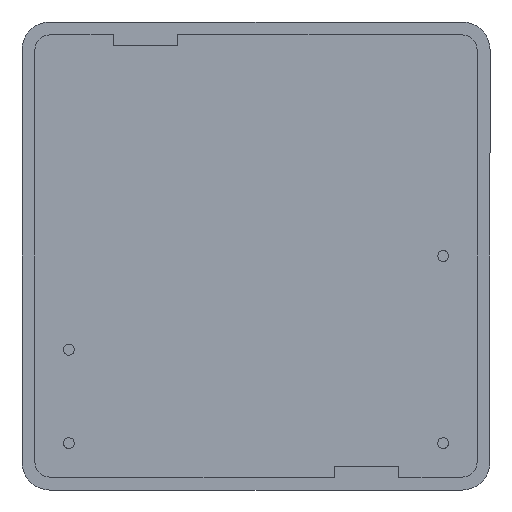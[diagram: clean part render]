
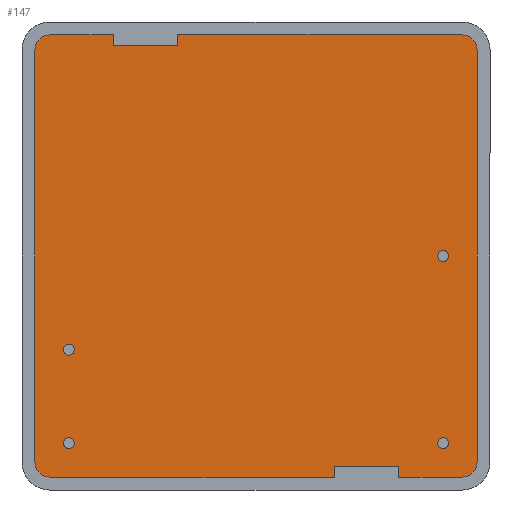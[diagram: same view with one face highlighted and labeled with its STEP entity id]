
A CAD part, front view. The second image highlights one B-rep face of the part: STEP entity #147.
In plain terms, the highlighted planar face has unit normal (0, -1, 0).
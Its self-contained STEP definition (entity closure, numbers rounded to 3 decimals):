
#22 = EDGE_CURVE ( 'NONE', #648, #943, #263, .T. ) ;
#29 = CARTESIAN_POINT ( 'NONE',  ( 11.2, 0.5, -11.2 ) ) ;
#57 = ORIENTED_EDGE ( 'NONE', *, *, #759, .T. ) ;
#95 = VECTOR ( 'NONE', #606, 1000. ) ;
#99 = DIRECTION ( 'NONE',  ( -1., 0., 0. ) ) ;
#102 = DIRECTION ( 'NONE',  ( -1., 0., 0. ) ) ;
#106 = DIRECTION ( 'NONE',  ( 0., -1., 0. ) ) ;
#109 = DIRECTION ( 'NONE',  ( 1., 0., 0. ) ) ;
#118 = AXIS2_PLACEMENT_3D ( 'NONE', #920, #1032, #233 ) ;
#121 = CARTESIAN_POINT ( 'NONE',  ( 7.75, 0.5, -12. ) ) ;
#144 = AXIS2_PLACEMENT_3D ( 'NONE', #863, #637, #501 ) ;
#147 = ADVANCED_FACE ( 'NONE', ( #814 ), #1323, .F. ) ;
#159 = LINE ( 'NONE', #1207, #617 ) ;
#174 = CIRCLE ( 'NONE', #1095, 0.8 ) ;
#191 = EDGE_CURVE ( 'NONE', #1493, #648, #159, .T. ) ;
#195 = CARTESIAN_POINT ( 'NONE',  ( -12., 0.5, -11.2 ) ) ;
#208 = VERTEX_POINT ( 'NONE', #751 ) ;
#225 = VERTEX_POINT ( 'NONE', #416 ) ;
#228 = ORIENTED_EDGE ( 'NONE', *, *, #1068, .T. ) ;
#233 = DIRECTION ( 'NONE',  ( 0., 0., 1. ) ) ;
#245 = AXIS2_PLACEMENT_3D ( 'NONE', #29, #695, #936 ) ;
#249 = EDGE_CURVE ( 'NONE', #943, #430, #688, .T. ) ;
#252 = LINE ( 'NONE', #195, #377 ) ;
#263 = LINE ( 'NONE', #968, #795 ) ;
#272 = EDGE_CURVE ( 'NONE', #208, #225, #934, .T. ) ;
#280 = DIRECTION ( 'NONE',  ( 0., 0., -1. ) ) ;
#299 = ORIENTED_EDGE ( 'NONE', *, *, #1329, .T. ) ;
#340 = VECTOR ( 'NONE', #99, 1000. ) ;
#352 = VERTEX_POINT ( 'NONE', #926 ) ;
#354 = EDGE_CURVE ( 'NONE', #799, #208, #576, .T. ) ;
#377 = VECTOR ( 'NONE', #1002, 1000. ) ;
#385 = CARTESIAN_POINT ( 'NONE',  ( 12., 0.5, 11.2 ) ) ;
#387 = VERTEX_POINT ( 'NONE', #1269 ) ;
#404 = CARTESIAN_POINT ( 'NONE',  ( -4.25, 0.5, 12. ) ) ;
#416 = CARTESIAN_POINT ( 'NONE',  ( 4.25, 0.5, -12. ) ) ;
#419 = CARTESIAN_POINT ( 'NONE',  ( 7.75, 0.5, -11.4 ) ) ;
#421 = CARTESIAN_POINT ( 'NONE',  ( 7.75, 0.5, -12. ) ) ;
#426 = LINE ( 'NONE', #1003, #340 ) ;
#430 = VERTEX_POINT ( 'NONE', #574 ) ;
#437 = DIRECTION ( 'NONE',  ( 1., 0., 0. ) ) ;
#500 = EDGE_CURVE ( 'NONE', #225, #924, #1458, .T. ) ;
#501 = DIRECTION ( 'NONE',  ( 0., 0., 1. ) ) ;
#522 = CARTESIAN_POINT ( 'NONE',  ( -7.75, 0.5, 11.4 ) ) ;
#538 = VERTEX_POINT ( 'NONE', #623 ) ;
#544 = VECTOR ( 'NONE', #1490, 1000. ) ;
#552 = CARTESIAN_POINT ( 'NONE',  ( -4.25, 0.5, 11.4 ) ) ;
#574 = CARTESIAN_POINT ( 'NONE',  ( -7.75, 0.5, 11.4 ) ) ;
#576 = CIRCLE ( 'NONE', #118, 0.8 ) ;
#583 = CARTESIAN_POINT ( 'NONE',  ( -12., 0.5, 11.2 ) ) ;
#600 = DIRECTION ( 'NONE',  ( 0., 0., 1. ) ) ;
#606 = DIRECTION ( 'NONE',  ( 0., 0., 1. ) ) ;
#613 = CARTESIAN_POINT ( 'NONE',  ( 7.75, 0.5, -12. ) ) ;
#617 = VECTOR ( 'NONE', #870, 1000. ) ;
#623 = CARTESIAN_POINT ( 'NONE',  ( 12., 0.5, -11.2 ) ) ;
#635 = EDGE_CURVE ( 'NONE', #430, #387, #821, .T. ) ;
#637 = DIRECTION ( 'NONE',  ( 0., 1., 0. ) ) ;
#648 = VERTEX_POINT ( 'NONE', #404 ) ;
#656 = CARTESIAN_POINT ( 'NONE',  ( -11.2, 0.5, 11.2 ) ) ;
#688 = LINE ( 'NONE', #522, #1240 ) ;
#695 = DIRECTION ( 'NONE',  ( 0., -1., 0. ) ) ;
#698 = VECTOR ( 'NONE', #437, 1000. ) ;
#703 = ORIENTED_EDGE ( 'NONE', *, *, #22, .T. ) ;
#717 = AXIS2_PLACEMENT_3D ( 'NONE', #656, #106, #1004 ) ;
#734 = VERTEX_POINT ( 'NONE', #761 ) ;
#743 = DIRECTION ( 'NONE',  ( 0., 0., 1. ) ) ;
#747 = VECTOR ( 'NONE', #743, 1000. ) ;
#751 = CARTESIAN_POINT ( 'NONE',  ( -11.2, 0.5, -12. ) ) ;
#759 = EDGE_CURVE ( 'NONE', #1074, #1335, #1304, .T. ) ;
#761 = CARTESIAN_POINT ( 'NONE',  ( 7.75, 0.5, -11.4 ) ) ;
#781 = EDGE_CURVE ( 'NONE', #1335, #799, #252, .T. ) ;
#795 = VECTOR ( 'NONE', #280, 1000. ) ;
#799 = VERTEX_POINT ( 'NONE', #1155 ) ;
#814 = FACE_OUTER_BOUND ( 'NONE', #1257, .T. ) ;
#819 = CARTESIAN_POINT ( 'NONE',  ( 12., 0.5, -11.2 ) ) ;
#821 = LINE ( 'NONE', #1094, #747 ) ;
#823 = LINE ( 'NONE', #819, #1140 ) ;
#841 = EDGE_CURVE ( 'NONE', #1466, #352, #904, .T. ) ;
#863 = CARTESIAN_POINT ( 'NONE',  ( 11.2, 0.5, 11.2 ) ) ;
#867 = ORIENTED_EDGE ( 'NONE', *, *, #354, .T. ) ;
#870 = DIRECTION ( 'NONE',  ( -1., 0., 0. ) ) ;
#882 = ORIENTED_EDGE ( 'NONE', *, *, #841, .T. ) ;
#883 = LINE ( 'NONE', #419, #698 ) ;
#904 = LINE ( 'NONE', #121, #1401 ) ;
#905 = DIRECTION ( 'NONE',  ( 1., 0., 0. ) ) ;
#906 = ORIENTED_EDGE ( 'NONE', *, *, #191, .T. ) ;
#920 = CARTESIAN_POINT ( 'NONE',  ( -11.2, 0.5, -11.2 ) ) ;
#924 = VERTEX_POINT ( 'NONE', #1264 ) ;
#926 = CARTESIAN_POINT ( 'NONE',  ( 11.2, 0.5, -12. ) ) ;
#934 = LINE ( 'NONE', #1372, #1349 ) ;
#936 = DIRECTION ( 'NONE',  ( 0., 0., -1. ) ) ;
#943 = VERTEX_POINT ( 'NONE', #552 ) ;
#965 = EDGE_CURVE ( 'NONE', #387, #1074, #426, .T. ) ;
#968 = CARTESIAN_POINT ( 'NONE',  ( -4.25, 0.5, 12. ) ) ;
#1002 = DIRECTION ( 'NONE',  ( 0., 0., -1. ) ) ;
#1003 = CARTESIAN_POINT ( 'NONE',  ( -11.2, 0.5, 12. ) ) ;
#1004 = DIRECTION ( 'NONE',  ( 0., 0., 1. ) ) ;
#1020 = ORIENTED_EDGE ( 'NONE', *, *, #635, .T. ) ;
#1032 = DIRECTION ( 'NONE',  ( 0., -1., 0. ) ) ;
#1033 = ORIENTED_EDGE ( 'NONE', *, *, #500, .T. ) ;
#1068 = EDGE_CURVE ( 'NONE', #734, #1466, #1197, .T. ) ;
#1073 = CARTESIAN_POINT ( 'NONE',  ( 4.25, 0.5, -12. ) ) ;
#1074 = VERTEX_POINT ( 'NONE', #1355 ) ;
#1079 = EDGE_CURVE ( 'NONE', #924, #734, #883, .T. ) ;
#1094 = CARTESIAN_POINT ( 'NONE',  ( -7.75, 0.5, 12. ) ) ;
#1095 = AXIS2_PLACEMENT_3D ( 'NONE', #1413, #1286, #1296 ) ;
#1100 = ORIENTED_EDGE ( 'NONE', *, *, #249, .T. ) ;
#1140 = VECTOR ( 'NONE', #600, 1000. ) ;
#1154 = ORIENTED_EDGE ( 'NONE', *, *, #272, .T. ) ;
#1155 = CARTESIAN_POINT ( 'NONE',  ( -12., 0.5, -11.2 ) ) ;
#1172 = ORIENTED_EDGE ( 'NONE', *, *, #1265, .T. ) ;
#1197 = LINE ( 'NONE', #421, #544 ) ;
#1206 = ORIENTED_EDGE ( 'NONE', *, *, #1079, .T. ) ;
#1207 = CARTESIAN_POINT ( 'NONE',  ( -4.25, 0.5, 12. ) ) ;
#1232 = ORIENTED_EDGE ( 'NONE', *, *, #1416, .T. ) ;
#1240 = VECTOR ( 'NONE', #102, 1000. ) ;
#1257 = EDGE_LOOP ( 'NONE', ( #1020, #1293, #57, #1381, #867, #1154, #1033, #1206, #228, #882, #1172, #1232, #299, #906, #703, #1100 ) ) ;
#1264 = CARTESIAN_POINT ( 'NONE',  ( 4.25, 0.5, -11.4 ) ) ;
#1265 = EDGE_CURVE ( 'NONE', #352, #538, #1361, .T. ) ;
#1269 = CARTESIAN_POINT ( 'NONE',  ( -7.75, 0.5, 12. ) ) ;
#1286 = DIRECTION ( 'NONE',  ( 0., -1., 0. ) ) ;
#1293 = ORIENTED_EDGE ( 'NONE', *, *, #965, .T. ) ;
#1296 = DIRECTION ( 'NONE',  ( 0., 0., 1. ) ) ;
#1304 = CIRCLE ( 'NONE', #717, 0.8 ) ;
#1319 = CARTESIAN_POINT ( 'NONE',  ( 11.2, 0.5, 12. ) ) ;
#1323 = PLANE ( 'NONE',  #144 ) ;
#1329 = EDGE_CURVE ( 'NONE', #1462, #1493, #174, .T. ) ;
#1335 = VERTEX_POINT ( 'NONE', #583 ) ;
#1349 = VECTOR ( 'NONE', #905, 1000. ) ;
#1355 = CARTESIAN_POINT ( 'NONE',  ( -11.2, 0.5, 12. ) ) ;
#1361 = CIRCLE ( 'NONE', #245, 0.8 ) ;
#1372 = CARTESIAN_POINT ( 'NONE',  ( -11.2, 0.5, -12. ) ) ;
#1381 = ORIENTED_EDGE ( 'NONE', *, *, #781, .T. ) ;
#1401 = VECTOR ( 'NONE', #109, 1000. ) ;
#1413 = CARTESIAN_POINT ( 'NONE',  ( 11.2, 0.5, 11.2 ) ) ;
#1416 = EDGE_CURVE ( 'NONE', #538, #1462, #823, .T. ) ;
#1458 = LINE ( 'NONE', #1073, #95 ) ;
#1462 = VERTEX_POINT ( 'NONE', #385 ) ;
#1466 = VERTEX_POINT ( 'NONE', #613 ) ;
#1490 = DIRECTION ( 'NONE',  ( 0., 0., -1. ) ) ;
#1493 = VERTEX_POINT ( 'NONE', #1319 ) ;
